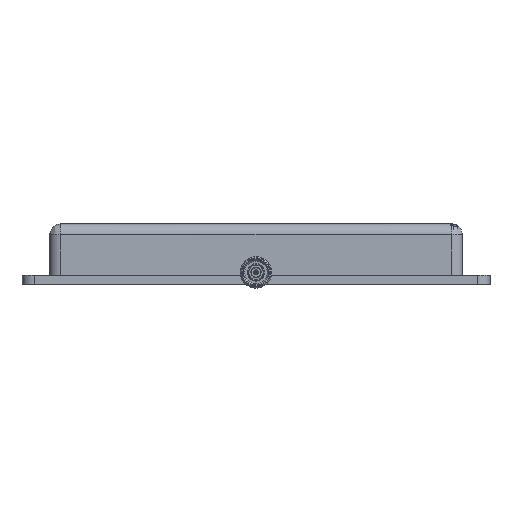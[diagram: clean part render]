
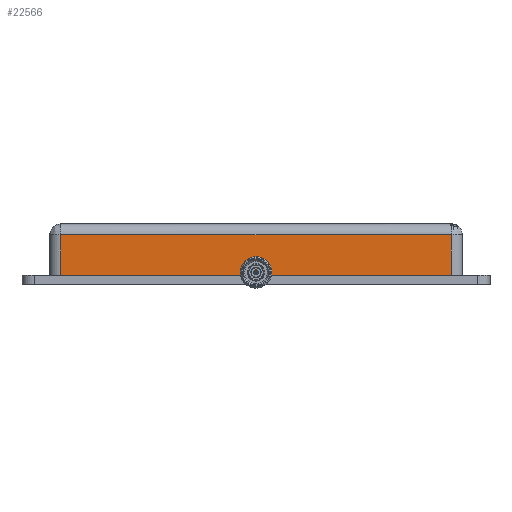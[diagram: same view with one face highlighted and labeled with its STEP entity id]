
A CAD part, top view. The second image highlights one B-rep face of the part: STEP entity #22566.
In plain terms, the highlighted face is planar.
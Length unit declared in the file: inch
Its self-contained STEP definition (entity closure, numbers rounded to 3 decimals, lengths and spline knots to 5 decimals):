
#34 = DIRECTION ( 'NONE',  ( 0., 0., 1. ) ) ;
#935 = VERTEX_POINT ( 'NONE', #11878 ) ;
#1545 = AXIS2_PLACEMENT_3D ( 'NONE', #14599, #20745, #16695 ) ;
#1603 = CARTESIAN_POINT ( 'NONE',  ( 19.06771, 16.96078, -0.04 ) ) ;
#1649 = VECTOR ( 'NONE', #13261, 39.37008 ) ;
#1666 = DIRECTION ( 'NONE',  ( 0., 0., -1. ) ) ;
#2262 = AXIS2_PLACEMENT_3D ( 'NONE', #22596, #10465, #34 ) ;
#2272 = CIRCLE ( 'NONE', #6977, 0.17 ) ;
#2457 = CARTESIAN_POINT ( 'NONE',  ( 18.72771, 16.96078, -0.04 ) ) ;
#2772 = VECTOR ( 'NONE', #1666, 39.37008 ) ;
#2924 = ORIENTED_EDGE ( 'NONE', *, *, #10084, .T. ) ;
#2966 = FACE_OUTER_BOUND ( 'NONE', #10791, .T. ) ;
#3047 = VECTOR ( 'NONE', #23955, 39.37008 ) ;
#3050 = EDGE_CURVE ( 'NONE', #935, #12803, #15856, .T. ) ;
#4633 = EDGE_CURVE ( 'NONE', #13769, #25391, #14085, .T. ) ;
#5314 = CARTESIAN_POINT ( 'NONE',  ( 18.72771, 16.96078, -0.082 ) ) ;
#5333 = VECTOR ( 'NONE', #15463, 39.37008 ) ;
#6836 = VERTEX_POINT ( 'NONE', #23203 ) ;
#6977 = AXIS2_PLACEMENT_3D ( 'NONE', #9636, #13267, #11747 ) ;
#7132 = VECTOR ( 'NONE', #18478, 39.37008 ) ;
#7158 = CARTESIAN_POINT ( 'NONE',  ( 15.34771, 16.96078, -0.1165 ) ) ;
#7283 = VERTEX_POINT ( 'NONE', #1603 ) ;
#7459 = ORIENTED_EDGE ( 'NONE', *, *, #20275, .T. ) ;
#9430 = CARTESIAN_POINT ( 'NONE',  ( 22.80271, 16.96078, 0.65 ) ) ;
#9636 = CARTESIAN_POINT ( 'NONE',  ( 18.89771, 16.96078, -0.04 ) ) ;
#9953 = LINE ( 'NONE', #7158, #13199 ) ;
#10084 = EDGE_CURVE ( 'NONE', #11729, #24476, #12986, .T. ) ;
#10465 = DIRECTION ( 'NONE',  ( 0., 1., 0. ) ) ;
#10791 = EDGE_LOOP ( 'NONE', ( #7459, #18652, #26783, #16510, #19035, #11949, #2924, #17671, #16026 ) ) ;
#11630 = CIRCLE ( 'NONE', #2262, 0.17 ) ;
#11729 = VERTEX_POINT ( 'NONE', #17584 ) ;
#11747 = DIRECTION ( 'NONE',  ( 0., 0., 1. ) ) ;
#11831 = CARTESIAN_POINT ( 'NONE',  ( 19.06771, 16.96078, -0.038 ) ) ;
#11878 = CARTESIAN_POINT ( 'NONE',  ( 15.34771, 16.96078, -0.08 ) ) ;
#11928 = DIRECTION ( 'NONE',  ( 0., 0., 1. ) ) ;
#11949 = ORIENTED_EDGE ( 'NONE', *, *, #16687, .F. ) ;
#12803 = VERTEX_POINT ( 'NONE', #20052 ) ;
#12986 = LINE ( 'NONE', #21379, #1649 ) ;
#13199 = VECTOR ( 'NONE', #25345, 39.37008 ) ;
#13261 = DIRECTION ( 'NONE',  ( 1., 0., 0. ) ) ;
#13267 = DIRECTION ( 'NONE',  ( 0., 1., 0. ) ) ;
#13769 = VERTEX_POINT ( 'NONE', #17443 ) ;
#14085 = LINE ( 'NONE', #9430, #3047 ) ;
#14599 = CARTESIAN_POINT ( 'NONE',  ( 22.80271, 16.96078, -0.1165 ) ) ;
#15463 = DIRECTION ( 'NONE',  ( 0., 0., -1. ) ) ;
#15856 = LINE ( 'NONE', #22381, #7132 ) ;
#16026 = ORIENTED_EDGE ( 'NONE', *, *, #4633, .F. ) ;
#16510 = ORIENTED_EDGE ( 'NONE', *, *, #23547, .T. ) ;
#16687 = EDGE_CURVE ( 'NONE', #11729, #7283, #22910, .T. ) ;
#16695 = DIRECTION ( 'NONE',  ( 0., 0., -1. ) ) ;
#17443 = CARTESIAN_POINT ( 'NONE',  ( 15.34771, 16.96078, 0.65 ) ) ;
#17584 = CARTESIAN_POINT ( 'NONE',  ( 19.06771, 16.96078, -0.08 ) ) ;
#17652 = LINE ( 'NONE', #5314, #5333 ) ;
#17671 = ORIENTED_EDGE ( 'NONE', *, *, #20536, .F. ) ;
#18223 = EDGE_CURVE ( 'NONE', #6836, #7283, #2272, .T. ) ;
#18478 = DIRECTION ( 'NONE',  ( 1., 0., 0. ) ) ;
#18652 = ORIENTED_EDGE ( 'NONE', *, *, #3050, .T. ) ;
#19035 = ORIENTED_EDGE ( 'NONE', *, *, #18223, .T. ) ;
#20001 = VECTOR ( 'NONE', #11928, 39.37008 ) ;
#20052 = CARTESIAN_POINT ( 'NONE',  ( 18.72771, 16.96078, -0.08 ) ) ;
#20275 = EDGE_CURVE ( 'NONE', #13769, #935, #9953, .T. ) ;
#20536 = EDGE_CURVE ( 'NONE', #25391, #24476, #26152, .T. ) ;
#20745 = DIRECTION ( 'NONE',  ( 0., -1., 0. ) ) ;
#21379 = CARTESIAN_POINT ( 'NONE',  ( 22.80271, 16.96078, -0.08 ) ) ;
#22381 = CARTESIAN_POINT ( 'NONE',  ( 22.80271, 16.96078, -0.08 ) ) ;
#22566 = ADVANCED_FACE ( 'NONE', ( #2966 ), #23207, .T. ) ;
#22596 = CARTESIAN_POINT ( 'NONE',  ( 18.89771, 16.96078, -0.04 ) ) ;
#22910 = LINE ( 'NONE', #11831, #20001 ) ;
#23203 = CARTESIAN_POINT ( 'NONE',  ( 18.89771, 16.96078, 0.13 ) ) ;
#23207 = PLANE ( 'NONE',  #1545 ) ;
#23547 = EDGE_CURVE ( 'NONE', #24876, #6836, #11630, .T. ) ;
#23900 = CARTESIAN_POINT ( 'NONE',  ( 22.44771, 16.96078, -0.08 ) ) ;
#23955 = DIRECTION ( 'NONE',  ( 1., 0., 0. ) ) ;
#24328 = CARTESIAN_POINT ( 'NONE',  ( 22.44771, 16.96078, -0.1165 ) ) ;
#24476 = VERTEX_POINT ( 'NONE', #23900 ) ;
#24508 = EDGE_CURVE ( 'NONE', #24876, #12803, #17652, .T. ) ;
#24876 = VERTEX_POINT ( 'NONE', #2457 ) ;
#25345 = DIRECTION ( 'NONE',  ( 0., 0., -1. ) ) ;
#25391 = VERTEX_POINT ( 'NONE', #26670 ) ;
#26152 = LINE ( 'NONE', #24328, #2772 ) ;
#26670 = CARTESIAN_POINT ( 'NONE',  ( 22.44771, 16.96078, 0.65 ) ) ;
#26783 = ORIENTED_EDGE ( 'NONE', *, *, #24508, .F. ) ;
